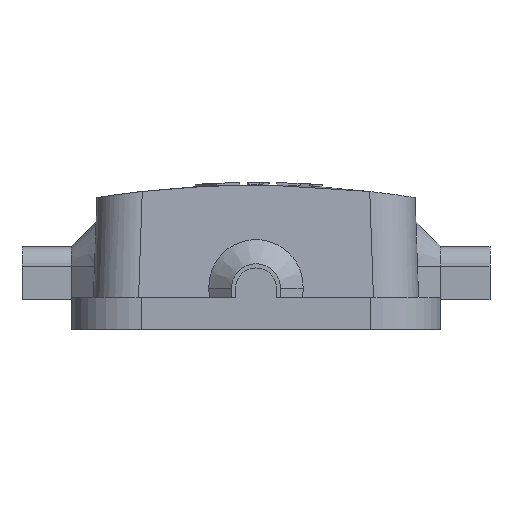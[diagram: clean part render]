
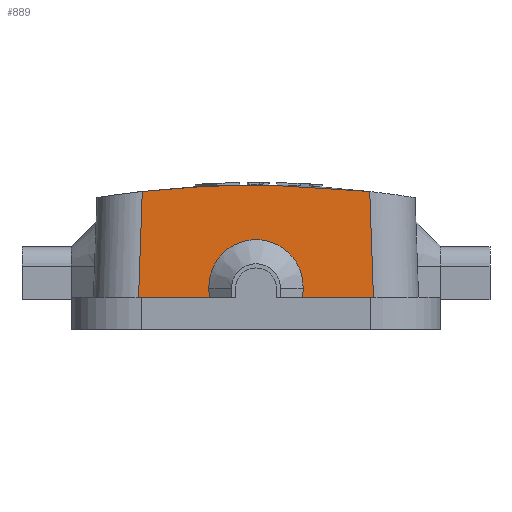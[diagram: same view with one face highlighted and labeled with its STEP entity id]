
A CAD part, left-side view. The second image highlights one B-rep face of the part: STEP entity #889.
In plain terms, the highlighted planar face has unit normal (-0.999, 0, 0.035).
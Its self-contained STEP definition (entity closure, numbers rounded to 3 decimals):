
#820=ELLIPSE('',#5043,121.974,121.9);
#832=ELLIPSE('',#5081,5.749,5.742);
#889=ADVANCED_FACE('',(#1276),#1125,.T.);
#1125=PLANE('',#5082);
#1276=FACE_OUTER_BOUND('',#1512,.T.);
#1512=EDGE_LOOP('',(#2183,#2184,#2185,#2186,#2187,#2188,#2189,#2190));
#2183=ORIENTED_EDGE('',*,*,#3736,.F.);
#2184=ORIENTED_EDGE('',*,*,#3675,.T.);
#2185=ORIENTED_EDGE('',*,*,#3737,.T.);
#2186=ORIENTED_EDGE('',*,*,#3602,.T.);
#2187=ORIENTED_EDGE('',*,*,#3738,.T.);
#2188=ORIENTED_EDGE('',*,*,#3696,.T.);
#2189=ORIENTED_EDGE('',*,*,#3739,.F.);
#2190=ORIENTED_EDGE('',*,*,#3740,.F.);
#3191=VERTEX_POINT('',#6955);
#3192=VERTEX_POINT('',#6957);
#3239=VERTEX_POINT('',#7142);
#3246=VERTEX_POINT('',#7156);
#3266=VERTEX_POINT('',#7200);
#3267=VERTEX_POINT('',#7202);
#3295=VERTEX_POINT('',#7275);
#3296=VERTEX_POINT('',#7279);
#3602=EDGE_CURVE('',#3192,#3191,#820,.T.);
#3675=EDGE_CURVE('',#3239,#3246,#4182,.T.);
#3696=EDGE_CURVE('',#3267,#3266,#4199,.T.);
#3736=EDGE_CURVE('',#3239,#3295,#4235,.T.);
#3737=EDGE_CURVE('',#3246,#3192,#4236,.T.);
#3738=EDGE_CURVE('',#3191,#3267,#4237,.T.);
#3739=EDGE_CURVE('',#3296,#3266,#4238,.T.);
#3740=EDGE_CURVE('',#3295,#3296,#832,.T.);
#4182=LINE('',#7157,#4566);
#4199=LINE('',#7201,#4583);
#4235=LINE('',#7274,#4619);
#4236=LINE('',#7276,#4620);
#4237=LINE('',#7277,#4621);
#4238=LINE('',#7278,#4622);
#4566=VECTOR('',#5713,1.);
#4583=VECTOR('',#5744,1.);
#4619=VECTOR('',#5798,1.);
#4620=VECTOR('',#5799,1.);
#4621=VECTOR('',#5800,1.);
#4622=VECTOR('',#5801,1.);
#5043=AXIS2_PLACEMENT_3D('',#6956,#5623,#5624);
#5081=AXIS2_PLACEMENT_3D('',#7280,#5802,#5803);
#5082=AXIS2_PLACEMENT_3D('',#7281,#5804,#5805);
#5623=DIRECTION('',(-0.999,0.,0.035));
#5624=DIRECTION('',(-0.035,0.,-0.999));
#5713=DIRECTION('',(0.,-1.,0.));
#5744=DIRECTION('',(0.,-1.,0.));
#5798=DIRECTION('',(0.035,-0.035,0.999));
#5799=DIRECTION('',(0.035,0.035,0.999));
#5800=DIRECTION('',(-0.035,0.035,-0.999));
#5801=DIRECTION('',(-0.035,-0.035,-0.999));
#5802=DIRECTION('',(-0.999,0.,0.035));
#5803=DIRECTION('',(0.035,0.,0.999));
#5804=DIRECTION('',(-0.999,0.,0.035));
#5805=DIRECTION('',(0.035,0.,0.999));
#6955=CARTESIAN_POINT('',(-44.399,13.853,14.81));
#6956=CARTESIAN_POINT('',(-48.628,0.,-106.3));
#6957=CARTESIAN_POINT('',(-44.399,-13.853,14.81));
#7142=CARTESIAN_POINT('',(-44.85,-5.7,1.9));
#7156=CARTESIAN_POINT('',(-44.85,-14.303,1.9));
#7157=CARTESIAN_POINT('',(-44.85,0.,1.9));
#7200=CARTESIAN_POINT('',(-44.85,5.7,1.9));
#7201=CARTESIAN_POINT('',(-44.85,0.,1.9));
#7202=CARTESIAN_POINT('',(-44.85,14.303,1.9));
#7274=CARTESIAN_POINT('',(-44.857,-5.693,1.701));
#7275=CARTESIAN_POINT('',(-44.812,-5.738,3.));
#7276=CARTESIAN_POINT('',(-44.833,-14.286,2.398));
#7277=CARTESIAN_POINT('',(-44.833,14.286,2.398));
#7278=CARTESIAN_POINT('',(-44.857,5.693,1.701));
#7279=CARTESIAN_POINT('',(-44.812,5.738,3.));
#7280=CARTESIAN_POINT('',(-44.805,0.,3.201));
#7281=CARTESIAN_POINT('',(-44.85,0.,1.9));
